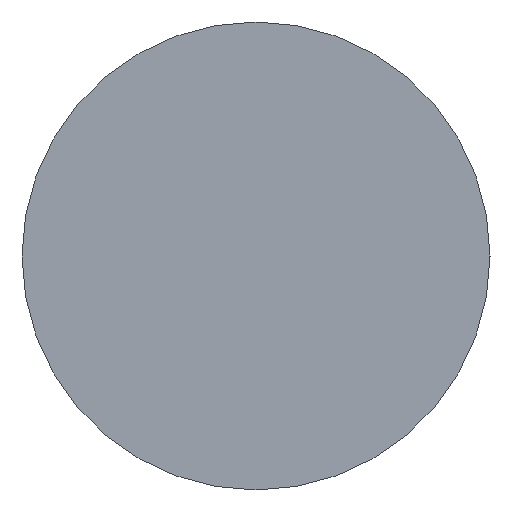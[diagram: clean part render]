
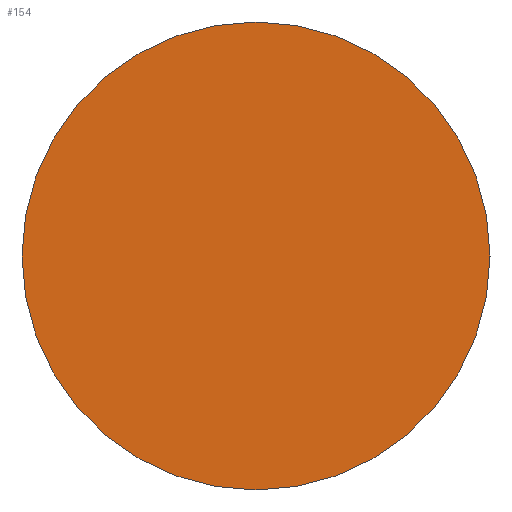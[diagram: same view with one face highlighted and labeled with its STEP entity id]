
A CAD part, left-side view. The second image highlights one B-rep face of the part: STEP entity #154.
In plain terms, the highlighted planar face has unit normal (-1, 0, 0).
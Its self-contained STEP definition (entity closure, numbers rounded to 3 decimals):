
#12 = DIRECTION ( 'NONE',  ( 0., 0., 1. ) ) ;
#20 = FACE_OUTER_BOUND ( 'NONE', #137, .T. ) ;
#26 = CARTESIAN_POINT ( 'NONE',  ( 57.546, 34.689, 0. ) ) ;
#38 = DIRECTION ( 'NONE',  ( -1., 0., 0. ) ) ;
#57 = EDGE_CURVE ( 'NONE', #141, #147, #111, .T. ) ;
#59 = AXIS2_PLACEMENT_3D ( 'NONE', #157, #156, #12 ) ;
#78 = CARTESIAN_POINT ( 'NONE',  ( 57.546, 34.689, 6.25 ) ) ;
#88 = EDGE_CURVE ( 'NONE', #147, #141, #140, .T. ) ;
#105 = AXIS2_PLACEMENT_3D ( 'NONE', #150, #106, #107 ) ;
#106 = DIRECTION ( 'NONE',  ( 1., 0., 0. ) ) ;
#107 = DIRECTION ( 'NONE',  ( 0., 0., -1. ) ) ;
#111 = CIRCLE ( 'NONE', #59, 6.25 ) ;
#113 = CARTESIAN_POINT ( 'NONE',  ( 57.546, 34.689, -6.25 ) ) ;
#122 = PLANE ( 'NONE',  #105 ) ;
#126 = DIRECTION ( 'NONE',  ( 0., 0., 1. ) ) ;
#130 = ORIENTED_EDGE ( 'NONE', *, *, #88, .T. ) ;
#137 = EDGE_LOOP ( 'NONE', ( #130, #160 ) ) ;
#140 = CIRCLE ( 'NONE', #164, 6.25 ) ;
#141 = VERTEX_POINT ( 'NONE', #113 ) ;
#147 = VERTEX_POINT ( 'NONE', #78 ) ;
#150 = CARTESIAN_POINT ( 'NONE',  ( 57.546, 34.689, 0. ) ) ;
#154 = ADVANCED_FACE ( 'NONE', ( #20 ), #122, .F. ) ;
#156 = DIRECTION ( 'NONE',  ( -1., 0., 0. ) ) ;
#157 = CARTESIAN_POINT ( 'NONE',  ( 57.546, 34.689, 0. ) ) ;
#160 = ORIENTED_EDGE ( 'NONE', *, *, #57, .T. ) ;
#164 = AXIS2_PLACEMENT_3D ( 'NONE', #26, #38, #126 ) ;
